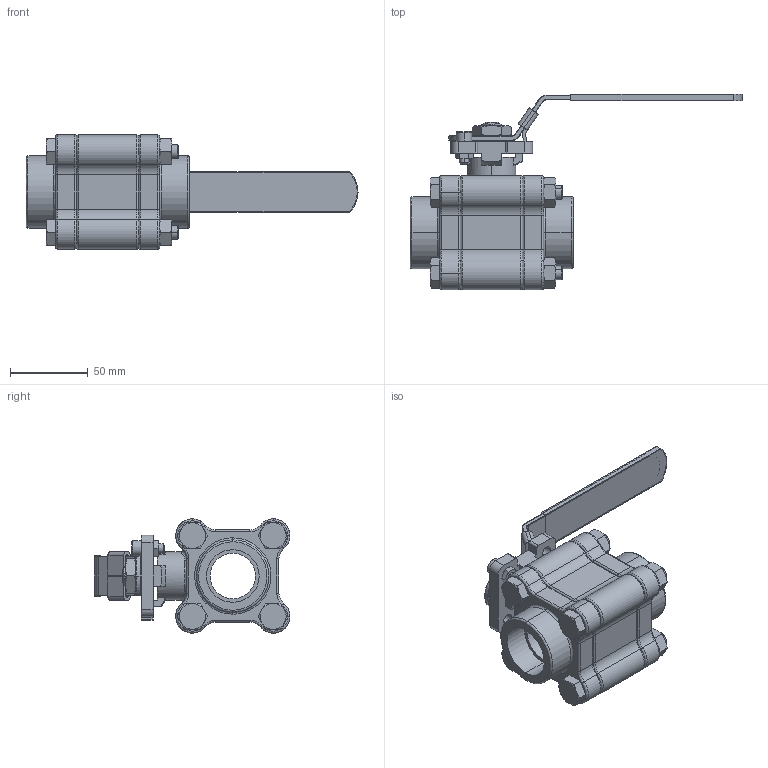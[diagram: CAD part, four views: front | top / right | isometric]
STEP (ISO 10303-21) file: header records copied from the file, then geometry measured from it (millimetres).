
FILE_DESCRIPTION (( 'STEP AP203' ), '1' );
FILE_NAME ('DM4600-1.00inch-Threadd or Socket Ends.STEP', '2021-06-22T16:45:29', ( '' ), ( '' ), 'SwSTEP 2.0', 'SolidWorks 2019', '' );
FILE_SCHEMA (( 'CONFIG_CONTROL_DESIGN' ));
Length unit declared in the file: inch
Products named in the file (12): dip coat for handle2; .75-lock; 1 DM4600F - Bolt; DM4600-1.00inch-Threadd or Socket Ends; 1 DM4600F - Handle Nut; 1 DM4600F - End Cap; 306-015螺絲; 1 DM4600F - Body; 1 DM4600F - Handle; 306-015螺帽; 1 DM4600F - Stem; 1 DM4600F - Bolt Nut
Assembly tree (18 placements, depth 2):
  DM4600-1.00inch-Threadd or Socket Ends
    1 DM4600F - Body
    1 DM4600F - Bolt Nut  x4
    1 DM4600F - Bolt  x4
    1 DM4600F - End Cap  x2
    1 DM4600F - Handle Nut
    1 DM4600F - Handle
    1 DM4600F - Stem
    dip coat for handle2
    306-015螺絲
    306-015螺帽
    .75-lock
Bounding box: 213.25 x 125.78 x 73.38 mm (x, y, z)
Volume: 328743.4 mm3; surface area: 119245.3 mm2
Topology: 38 solids, 38 shells, 963 faces, 2387 edges, 1507 vertices
Faces by surface type: plane 448, cylinder 203, bspline 177, cone 122, torus 13
Entity records: 31136 total; most frequent: CARTESIAN_POINT 13441, ORIENTED_EDGE 3548, DIRECTION 3053, EDGE_CURVE 1774, VERTEX_POINT 1133, AXIS2_PLACEMENT_3D 1042, LINE 969, VECTOR 969
